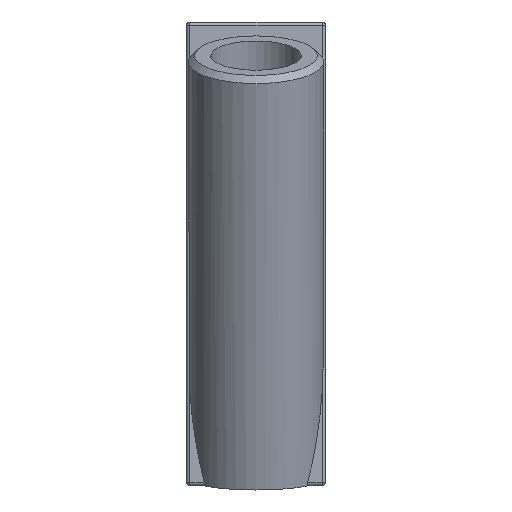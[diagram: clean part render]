
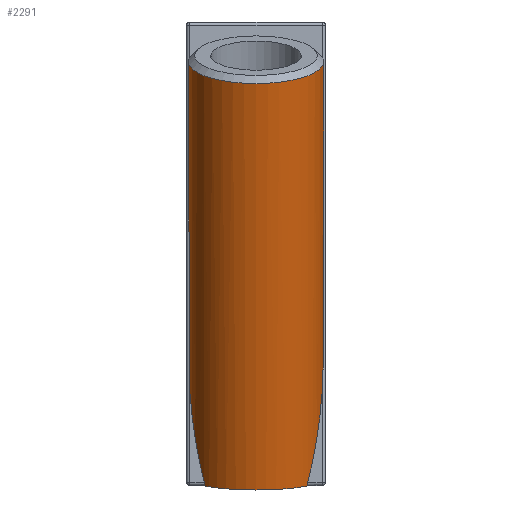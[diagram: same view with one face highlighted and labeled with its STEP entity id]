
A CAD part, left-side view. The second image highlights one B-rep face of the part: STEP entity #2291.
In plain terms, the highlighted cylindrical face has radius 2.625 mm (diameter 5.25 mm), a full revolution.
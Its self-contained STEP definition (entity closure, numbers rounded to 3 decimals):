
#34=B_SPLINE_CURVE_WITH_KNOTS('',3,(#4175,#4176,#4177,#4178,#4179,#4180,
#4181,#4182,#4183,#4184,#4185,#4186),.UNSPECIFIED.,.F.,.F.,(4,2,2,2,2,4),
(0.039,0.043,0.047,0.052,
0.058,0.062),.UNSPECIFIED.);
#35=B_SPLINE_CURVE_WITH_KNOTS('',3,(#4191,#4192,#4193,#4194,#4195,#4196,
#4197,#4198,#4199,#4200,#4201),.UNSPECIFIED.,.F.,.F.,(4,2,3,2,4),(-0.17,
-0.117,0.,0.117,0.161),
 .UNSPECIFIED.);
#36=B_SPLINE_CURVE_WITH_KNOTS('',3,(#4360,#4361,#4362,#4363,#4364,#4365),
 .UNSPECIFIED.,.F.,.F.,(4,2,4),(-0.161,-0.117,0.),
 .UNSPECIFIED.);
#37=B_SPLINE_CURVE_WITH_KNOTS('',3,(#4370,#4371,#4372,#4373,#4374,#4375),
 .UNSPECIFIED.,.F.,.F.,(4,2,4),(0.,0.117,0.17),
 .UNSPECIFIED.);
#38=B_SPLINE_CURVE_WITH_KNOTS('',3,(#4378,#4379,#4380,#4381,#4382,#4383,
#4384,#4385,#4386,#4387,#4388,#4389),.UNSPECIFIED.,.F.,.F.,(4,2,2,2,2,4),
(0.024,0.027,0.033,0.038,
0.043,0.047),.UNSPECIFIED.);
#178=CYLINDRICAL_SURFACE('',#2701,2.625);
#284=LINE('',#4452,#386);
#386=VECTOR('',#3574,2.625);
#569=FACE_OUTER_BOUND('',#736,.T.);
#736=EDGE_LOOP('',(#2113,#2114,#2115,#2116,#2117,#2118,#2119,#2120,#2121,
#2122,#2123,#2124));
#747=ELLIPSE('',#2516,2.659,2.625);
#748=ELLIPSE('',#2681,8.166,2.625);
#749=ELLIPSE('',#2683,8.166,2.625);
#750=ELLIPSE('',#2685,8.166,2.625);
#958=CIRCLE('',#2700,2.625);
#1047=VERTEX_POINT('',#4085);
#1048=VERTEX_POINT('',#4086);
#1083=VERTEX_POINT('',#4174);
#1084=VERTEX_POINT('',#4189);
#1085=VERTEX_POINT('',#4190);
#1125=VERTEX_POINT('',#4358);
#1126=VERTEX_POINT('',#4359);
#1127=VERTEX_POINT('',#4368);
#1128=VERTEX_POINT('',#4377);
#1130=VERTEX_POINT('',#4448);
#1300=EDGE_CURVE('',#1047,#1048,#747,.T.);
#1340=EDGE_CURVE('',#1047,#1083,#34,.F.);
#1342=EDGE_CURVE('',#1084,#1085,#35,.T.);
#1425=EDGE_CURVE('',#1125,#1126,#36,.T.);
#1429=EDGE_CURVE('',#1126,#1127,#37,.T.);
#1430=EDGE_CURVE('',#1128,#1048,#38,.F.);
#1456=EDGE_CURVE('',#1125,#1128,#748,.T.);
#1457=EDGE_CURVE('',#1084,#1127,#749,.T.);
#1458=EDGE_CURVE('',#1083,#1085,#750,.T.);
#1461=EDGE_CURVE('',#1130,#1130,#958,.T.);
#1462=EDGE_CURVE('',#1126,#1130,#284,.T.);
#2113=ORIENTED_EDGE('',*,*,#1300,.T.);
#2114=ORIENTED_EDGE('',*,*,#1430,.F.);
#2115=ORIENTED_EDGE('',*,*,#1456,.F.);
#2116=ORIENTED_EDGE('',*,*,#1425,.T.);
#2117=ORIENTED_EDGE('',*,*,#1462,.T.);
#2118=ORIENTED_EDGE('',*,*,#1461,.F.);
#2119=ORIENTED_EDGE('',*,*,#1462,.F.);
#2120=ORIENTED_EDGE('',*,*,#1429,.T.);
#2121=ORIENTED_EDGE('',*,*,#1457,.F.);
#2122=ORIENTED_EDGE('',*,*,#1342,.T.);
#2123=ORIENTED_EDGE('',*,*,#1458,.F.);
#2124=ORIENTED_EDGE('',*,*,#1340,.F.);
#2291=ADVANCED_FACE('',(#569),#178,.T.);
#2516=AXIS2_PLACEMENT_3D('',#4087,#3152,#3153);
#2681=AXIS2_PLACEMENT_3D('',#4428,#3531,#3532);
#2683=AXIS2_PLACEMENT_3D('',#4430,#3535,#3536);
#2685=AXIS2_PLACEMENT_3D('',#4432,#3539,#3540);
#2700=AXIS2_PLACEMENT_3D('',#4450,#3570,#3571);
#2701=AXIS2_PLACEMENT_3D('',#4451,#3572,#3573);
#3152=DIRECTION('center_axis',(-0.167,0.,0.986));
#3153=DIRECTION('ref_axis',(0.986,0.,0.167));
#3531=DIRECTION('center_axis',(1.,0.,0.));
#3532=DIRECTION('ref_axis',(0.,0.,1.));
#3535=DIRECTION('center_axis',(1.,0.,0.));
#3536=DIRECTION('ref_axis',(0.,0.,1.));
#3539=DIRECTION('center_axis',(1.,0.,0.));
#3540=DIRECTION('ref_axis',(0.,0.,1.));
#3570=DIRECTION('center_axis',(-0.321,0.,0.947));
#3571=DIRECTION('ref_axis',(0.,1.,0.));
#3572=DIRECTION('center_axis',(0.321,0.,-0.947));
#3573=DIRECTION('ref_axis',(0.,1.,0.));
#3574=DIRECTION('',(-0.321,0.,0.947));
#4085=CARTESIAN_POINT('',(0.146,4.766,0.025));
#4086=CARTESIAN_POINT('',(0.146,0.609,0.025));
#4087=CARTESIAN_POINT('Origin',(1.747,2.688,0.296));
#4174=CARTESIAN_POINT('',(0.,4.686,0.148));
#4175=CARTESIAN_POINT('Ctrl Pts',(0.,4.686,
0.148));
#4176=CARTESIAN_POINT('Ctrl Pts',(0.,4.682,
0.134));
#4177=CARTESIAN_POINT('Ctrl Pts',(0.002,4.68,0.121));
#4178=CARTESIAN_POINT('Ctrl Pts',(0.012,4.68,0.093));
#4179=CARTESIAN_POINT('Ctrl Pts',(0.02,4.683,0.079));
#4180=CARTESIAN_POINT('Ctrl Pts',(0.04,4.692,0.055));
#4181=CARTESIAN_POINT('Ctrl Pts',(0.052,4.7,0.045));
#4182=CARTESIAN_POINT('Ctrl Pts',(0.08,4.717,0.03));
#4183=CARTESIAN_POINT('Ctrl Pts',(0.097,4.729,0.025));
#4184=CARTESIAN_POINT('Ctrl Pts',(0.125,4.75,0.023));
#4185=CARTESIAN_POINT('Ctrl Pts',(0.136,4.758,0.023));
#4186=CARTESIAN_POINT('Ctrl Pts',(0.146,4.766,0.025));
#4189=CARTESIAN_POINT('',(0.,5.25,7.216));
#4190=CARTESIAN_POINT('',(0.,5.25,3.673));
#4191=CARTESIAN_POINT('Ctrl Pts',(0.,5.25,7.216));
#4192=CARTESIAN_POINT('Ctrl Pts',(0.,5.263,
7.027));
#4193=CARTESIAN_POINT('Ctrl Pts',(0.002,5.274,
6.835));
#4194=CARTESIAN_POINT('Ctrl Pts',(0.01,5.303,6.215));
#4195=CARTESIAN_POINT('Ctrl Pts',(0.017,5.313,5.786));
#4196=CARTESIAN_POINT('Ctrl Pts',(0.017,5.313,5.395));
#4197=CARTESIAN_POINT('Ctrl Pts',(0.017,5.313,5.005));
#4198=CARTESIAN_POINT('Ctrl Pts',(0.009,5.303,
4.576));
#4199=CARTESIAN_POINT('Ctrl Pts',(0.002,5.271,
3.989));
#4200=CARTESIAN_POINT('Ctrl Pts',(0.,5.261,
3.83));
#4201=CARTESIAN_POINT('Ctrl Pts',(0.,5.25,3.673));
#4358=CARTESIAN_POINT('',(0.,0.125,3.673));
#4359=CARTESIAN_POINT('',(0.017,0.063,5.395));
#4360=CARTESIAN_POINT('Ctrl Pts',(0.,0.125,3.673));
#4361=CARTESIAN_POINT('Ctrl Pts',(0.,0.114,
3.83));
#4362=CARTESIAN_POINT('Ctrl Pts',(0.002,0.104,
3.989));
#4363=CARTESIAN_POINT('Ctrl Pts',(0.009,0.072,
4.576));
#4364=CARTESIAN_POINT('Ctrl Pts',(0.017,0.063,5.005));
#4365=CARTESIAN_POINT('Ctrl Pts',(0.017,0.063,5.395));
#4368=CARTESIAN_POINT('',(0.,0.125,7.216));
#4370=CARTESIAN_POINT('Ctrl Pts',(0.017,0.063,5.395));
#4371=CARTESIAN_POINT('Ctrl Pts',(0.017,0.063,5.786));
#4372=CARTESIAN_POINT('Ctrl Pts',(0.01,0.072,
6.215));
#4373=CARTESIAN_POINT('Ctrl Pts',(0.002,0.101,
6.835));
#4374=CARTESIAN_POINT('Ctrl Pts',(0.,0.112,
7.027));
#4375=CARTESIAN_POINT('Ctrl Pts',(0.,0.125,7.216));
#4377=CARTESIAN_POINT('',(0.,0.689,0.148));
#4378=CARTESIAN_POINT('Ctrl Pts',(0.146,0.609,0.025));
#4379=CARTESIAN_POINT('Ctrl Pts',(0.136,0.617,0.023));
#4380=CARTESIAN_POINT('Ctrl Pts',(0.125,0.625,0.023));
#4381=CARTESIAN_POINT('Ctrl Pts',(0.097,0.646,0.025));
#4382=CARTESIAN_POINT('Ctrl Pts',(0.08,0.658,
0.03));
#4383=CARTESIAN_POINT('Ctrl Pts',(0.052,0.675,0.045));
#4384=CARTESIAN_POINT('Ctrl Pts',(0.04,0.683,
0.055));
#4385=CARTESIAN_POINT('Ctrl Pts',(0.02,0.692,0.079));
#4386=CARTESIAN_POINT('Ctrl Pts',(0.012,0.695,
0.093));
#4387=CARTESIAN_POINT('Ctrl Pts',(0.002,0.695,
0.121));
#4388=CARTESIAN_POINT('Ctrl Pts',(0.,0.693,
0.134));
#4389=CARTESIAN_POINT('Ctrl Pts',(0.,0.689,
0.148));
#4428=CARTESIAN_POINT('Origin',(0.,2.688,5.444));
#4430=CARTESIAN_POINT('Origin',(0.,2.688,5.444));
#4432=CARTESIAN_POINT('Origin',(0.,2.688,5.444));
#4448=CARTESIAN_POINT('',(-3.727,0.062,16.424));
#4450=CARTESIAN_POINT('Origin',(-3.727,2.688,16.424));
#4451=CARTESIAN_POINT('Origin',(-3.807,2.688,16.66));
#4452=CARTESIAN_POINT('',(-3.807,0.062,16.66));
